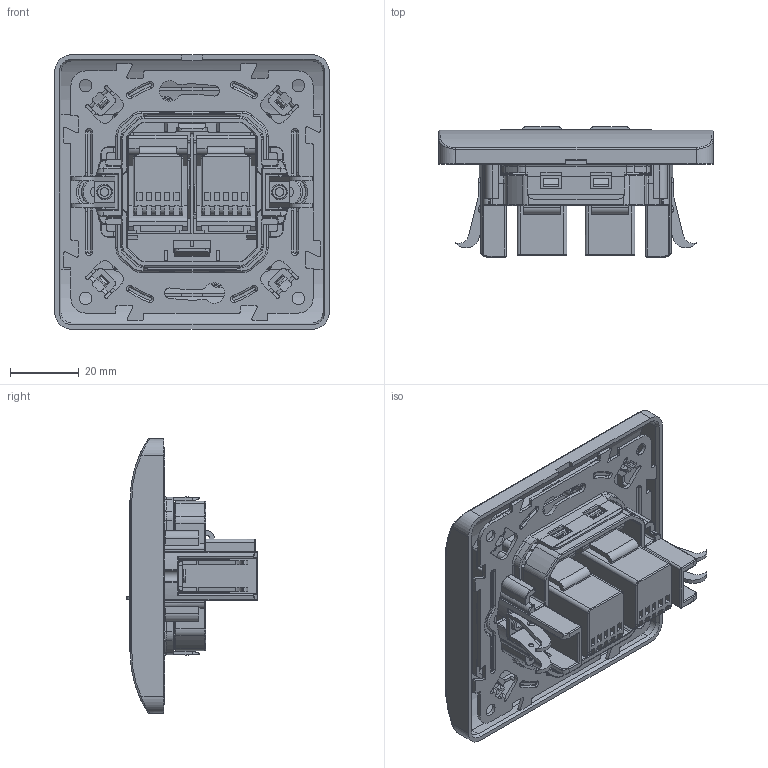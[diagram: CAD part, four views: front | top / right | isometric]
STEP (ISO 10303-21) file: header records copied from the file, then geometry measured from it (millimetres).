
FILE_DESCRIPTION((''),'2;1');
FILE_NAME('ASM0041_ASM_ASM_ASM','2023-12-28T',('wznwsJS'),(''),'PRO/ENGINEER BY PARAMETRIC TECHNOLOGY CORPORATION, 2008380','PRO/ENGINEER BY PARAMETRIC TECHNOLOGY CORPORATION, 2008380','');
FILE_SCHEMA(('CONFIG_CONTROL_DESIGN'));
Length unit declared in the file: millimetre
Products named in the file (14): PRT0211; PRT0212; ASM0071_ASM_ASM_ASM; PRT0213; PRT0214; PRT0215; ASM0072_ASM_ASM_ASM; ASM0070_ASM_ASM_ASM; ASM0042_ASM_ASM_ASM; PRT0203; PRT0221; ASM0002_ASM_ASM; ASM0001_ASM; ASM0041_ASM_ASM_ASM
Assembly tree (15 placements, depth 7):
  ASM0041_ASM_ASM_ASM
    ASM0001_ASM
      ASM0002_ASM_ASM
        ASM0042_ASM_ASM_ASM
          ASM0070_ASM_ASM_ASM
            ASM0071_ASM_ASM_ASM
              PRT0211
              PRT0212  x2
            PRT0213
            ASM0072_ASM_ASM_ASM  x2
              PRT0214
              PRT0215
        PRT0203
        PRT0221
Bounding box: 80 x 38 x 80 mm (x, y, z)
Volume: 48836.5 mm3; surface area: 51296 mm2
Topology: 10 solids, 12 shells, 2324 faces, 6346 edges, 4067 vertices
Faces by surface type: plane 1232, cylinder 748, torus 214, bspline 60, cone 50, sphere 20
Entity records: 69621 total; most frequent: CARTESIAN_POINT 15024, ORIENTED_EDGE 11530, DIRECTION 11524, EDGE_CURVE 5765, AXIS2_PLACEMENT_3D 4031, VERTEX_POINT 3703, VECTOR 3462, LINE 3462
